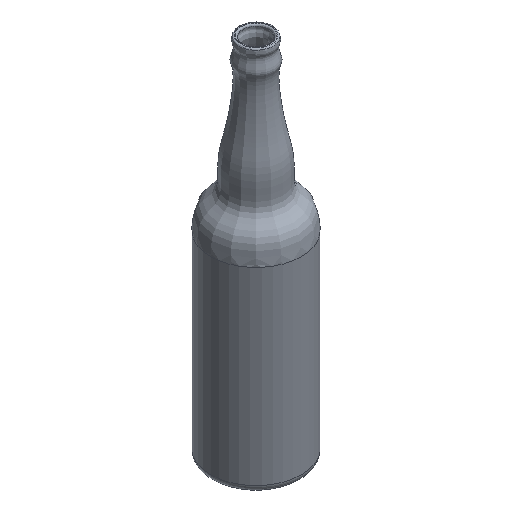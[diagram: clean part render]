
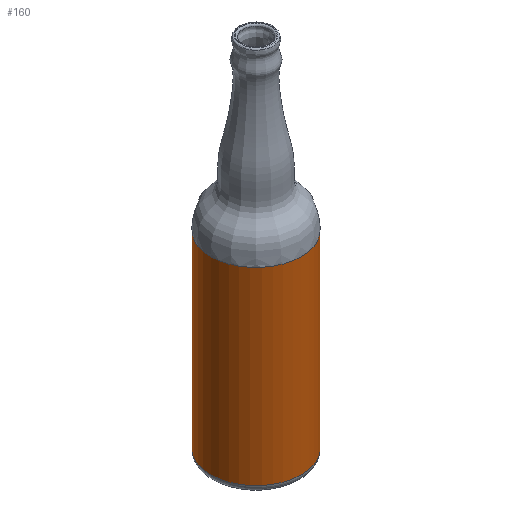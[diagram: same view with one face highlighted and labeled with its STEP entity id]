
A CAD part, isometric view. The second image highlights one B-rep face of the part: STEP entity #160.
In plain terms, the highlighted cylindrical face has radius 30 mm (diameter 60 mm), a full revolution.
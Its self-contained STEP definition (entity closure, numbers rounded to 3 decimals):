
#19=LINE('',#1908,#21);
#21=VECTOR('',#239,30.);
#23=CYLINDRICAL_SURFACE('',#194,30.);
#46=FACE_OUTER_BOUND('',#58,.T.);
#58=EDGE_LOOP('',(#143,#144,#145,#146,#147));
#65=CIRCLE('',#177,30.);
#66=CIRCLE('',#178,30.);
#73=CIRCLE('',#190,30.);
#78=VERTEX_POINT('',#951);
#79=VERTEX_POINT('',#1017);
#86=VERTEX_POINT('',#1901);
#92=EDGE_CURVE('',#78,#79,#65,.T.);
#93=EDGE_CURVE('',#79,#78,#66,.T.);
#104=EDGE_CURVE('',#86,#86,#73,.T.);
#107=EDGE_CURVE('',#79,#86,#19,.T.);
#143=ORIENTED_EDGE('',*,*,#92,.F.);
#144=ORIENTED_EDGE('',*,*,#93,.F.);
#145=ORIENTED_EDGE('',*,*,#107,.T.);
#146=ORIENTED_EDGE('',*,*,#104,.F.);
#147=ORIENTED_EDGE('',*,*,#107,.F.);
#160=ADVANCED_FACE('',(#46),#23,.T.);
#177=AXIS2_PLACEMENT_3D('',#1018,#202,#203);
#178=AXIS2_PLACEMENT_3D('',#1019,#204,#205);
#190=AXIS2_PLACEMENT_3D('',#1902,#229,#230);
#194=AXIS2_PLACEMENT_3D('',#1907,#237,#238);
#202=DIRECTION('center_axis',(0.,0.,1.));
#203=DIRECTION('ref_axis',(1.,0.,0.));
#204=DIRECTION('center_axis',(0.,0.,1.));
#205=DIRECTION('ref_axis',(1.,0.,0.));
#229=DIRECTION('center_axis',(0.,0.,-1.));
#230=DIRECTION('ref_axis',(-1.,0.,0.));
#237=DIRECTION('center_axis',(0.,0.,1.));
#238=DIRECTION('ref_axis',(1.,0.,0.));
#239=DIRECTION('',(0.,0.,-1.));
#951=CARTESIAN_POINT('',(30.,0.,130.));
#1017=CARTESIAN_POINT('',(-30.,0.,130.));
#1018=CARTESIAN_POINT('Origin',(0.,0.,130.));
#1019=CARTESIAN_POINT('Origin',(0.,0.,130.));
#1901=CARTESIAN_POINT('',(-30.,0.,5.));
#1902=CARTESIAN_POINT('Origin',(0.,0.,5.));
#1907=CARTESIAN_POINT('Origin',(0.,0.,65.));
#1908=CARTESIAN_POINT('',(-30.,0.,65.));
